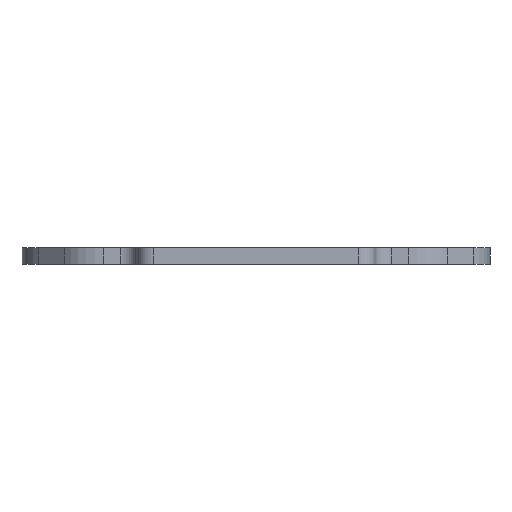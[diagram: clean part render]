
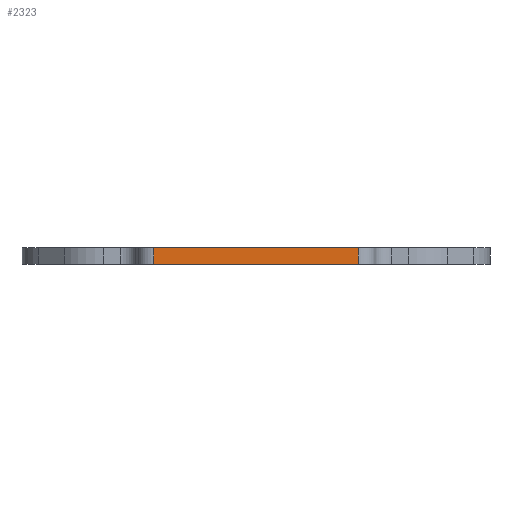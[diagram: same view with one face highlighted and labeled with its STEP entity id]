
A CAD part, left-side view. The second image highlights one B-rep face of the part: STEP entity #2323.
In plain terms, the highlighted planar face has unit normal (-1, 0, 0).
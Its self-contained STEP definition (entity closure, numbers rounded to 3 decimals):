
#79 = ORIENTED_EDGE ( 'NONE', *, *, #2884, .F. ) ;
#111 = VERTEX_POINT ( 'NONE', #4068 ) ;
#141 = VERTEX_POINT ( 'NONE', #2823 ) ;
#142 = VECTOR ( 'NONE', #478, 1000. ) ;
#478 = DIRECTION ( 'NONE',  ( 0., 0., -1. ) ) ;
#621 = FACE_OUTER_BOUND ( 'NONE', #2010, .T. ) ;
#740 = LINE ( 'NONE', #2773, #4052 ) ;
#1237 = LINE ( 'NONE', #1953, #3966 ) ;
#1301 = VERTEX_POINT ( 'NONE', #2336 ) ;
#1483 = LINE ( 'NONE', #4063, #142 ) ;
#1605 = PLANE ( 'NONE',  #3372 ) ;
#1617 = ORIENTED_EDGE ( 'NONE', *, *, #1702, .T. ) ;
#1679 = CARTESIAN_POINT ( 'NONE',  ( -77., -18.358, 3. ) ) ;
#1702 = EDGE_CURVE ( 'NONE', #1915, #141, #1483, .T. ) ;
#1739 = EDGE_CURVE ( 'NONE', #141, #111, #740, .T. ) ;
#1915 = VERTEX_POINT ( 'NONE', #2492 ) ;
#1953 = CARTESIAN_POINT ( 'NONE',  ( -77., -18.358, 3. ) ) ;
#2010 = EDGE_LOOP ( 'NONE', ( #2957, #2614, #79, #1617 ) ) ;
#2097 = LINE ( 'NONE', #1679, #3434 ) ;
#2323 = ADVANCED_FACE ( 'NONE', ( #621 ), #1605, .F. ) ;
#2336 = CARTESIAN_POINT ( 'NONE',  ( -77., -18.358, 3. ) ) ;
#2492 = CARTESIAN_POINT ( 'NONE',  ( -77., 18.358, 3. ) ) ;
#2614 = ORIENTED_EDGE ( 'NONE', *, *, #3169, .F. ) ;
#2773 = CARTESIAN_POINT ( 'NONE',  ( -77., -18.358, 0. ) ) ;
#2823 = CARTESIAN_POINT ( 'NONE',  ( -77., 18.358, 0. ) ) ;
#2884 = EDGE_CURVE ( 'NONE', #1915, #1301, #2097, .T. ) ;
#2957 = ORIENTED_EDGE ( 'NONE', *, *, #1739, .T. ) ;
#3004 = DIRECTION ( 'NONE',  ( 1., 0., 0. ) ) ;
#3169 = EDGE_CURVE ( 'NONE', #1301, #111, #1237, .T. ) ;
#3249 = DIRECTION ( 'NONE',  ( 0., 0., -1. ) ) ;
#3372 = AXIS2_PLACEMENT_3D ( 'NONE', #3639, #3004, #3658 ) ;
#3434 = VECTOR ( 'NONE', #4092, 1000. ) ;
#3639 = CARTESIAN_POINT ( 'NONE',  ( -77., -18.358, 3. ) ) ;
#3658 = DIRECTION ( 'NONE',  ( 0., 0., -1. ) ) ;
#3966 = VECTOR ( 'NONE', #3249, 1000. ) ;
#4052 = VECTOR ( 'NONE', #4108, 1000. ) ;
#4063 = CARTESIAN_POINT ( 'NONE',  ( -77., 18.358, 3. ) ) ;
#4068 = CARTESIAN_POINT ( 'NONE',  ( -77., -18.358, 0. ) ) ;
#4092 = DIRECTION ( 'NONE',  ( 0., -1., 0. ) ) ;
#4108 = DIRECTION ( 'NONE',  ( 0., -1., 0. ) ) ;
